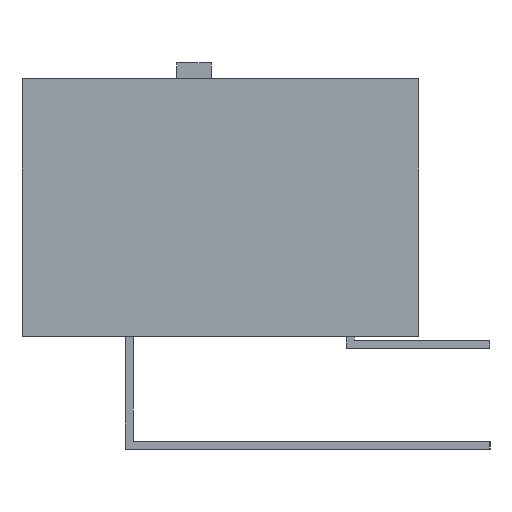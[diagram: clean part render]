
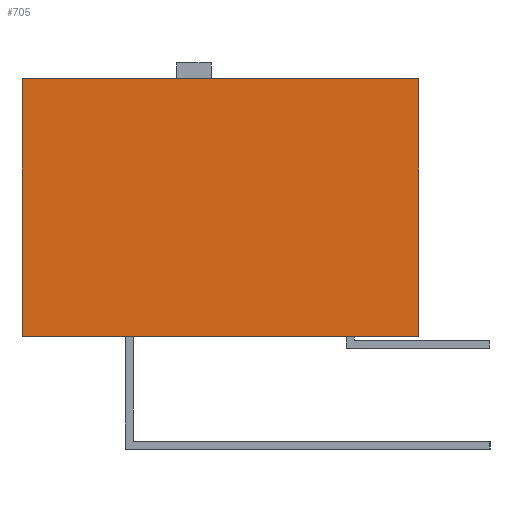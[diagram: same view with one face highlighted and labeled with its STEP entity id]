
A CAD part, left-side view. The second image highlights one B-rep face of the part: STEP entity #705.
In plain terms, the highlighted planar face has unit normal (-1, 0, 0).
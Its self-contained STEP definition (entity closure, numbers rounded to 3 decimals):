
#63 = VECTOR ( 'NONE', #3813, 1000. ) ;
#705 = ADVANCED_FACE ( 'NONE', ( #1415 ), #2969, .F. ) ;
#916 = EDGE_CURVE ( 'NONE', #2177, #2093, #1902, .T. ) ;
#988 = EDGE_CURVE ( 'NONE', #2177, #2212, #1742, .T. ) ;
#1013 = EDGE_CURVE ( 'NONE', #2093, #2062, #1622, .T. ) ;
#1038 = EDGE_CURVE ( 'NONE', #2212, #2062, #1586, .T. ) ;
#1415 = FACE_OUTER_BOUND ( 'NONE', #1770, .T. ) ;
#1586 = LINE ( 'NONE', #3946, #4224 ) ;
#1622 = LINE ( 'NONE', #4013, #4199 ) ;
#1742 = LINE ( 'NONE', #4074, #4171 ) ;
#1770 = EDGE_LOOP ( 'NONE', ( #4887, #4903, #4894, #4895 ) ) ;
#1902 = LINE ( 'NONE', #3807, #63 ) ;
#2062 = VERTEX_POINT ( 'NONE', #2375 ) ;
#2093 = VERTEX_POINT ( 'NONE', #2368 ) ;
#2177 = VERTEX_POINT ( 'NONE', #2350 ) ;
#2212 = VERTEX_POINT ( 'NONE', #2344 ) ;
#2344 = CARTESIAN_POINT ( 'NONE',  ( 0., 0., 6.5 ) ) ;
#2350 = CARTESIAN_POINT ( 'NONE',  ( 0., 10., 6.5 ) ) ;
#2368 = CARTESIAN_POINT ( 'NONE',  ( 0., 10., 0. ) ) ;
#2375 = CARTESIAN_POINT ( 'NONE',  ( 0., 0., 0. ) ) ;
#2960 = DIRECTION ( 'NONE',  ( 0., 1., 0. ) ) ;
#2967 = CARTESIAN_POINT ( 'NONE',  ( 0., 0., 6.9 ) ) ;
#2969 = PLANE ( 'NONE',  #3190 ) ;
#2972 = DIRECTION ( 'NONE',  ( 1., 0., 0. ) ) ;
#3190 = AXIS2_PLACEMENT_3D ( 'NONE', #2967, #2972, #2960 ) ;
#3807 = CARTESIAN_POINT ( 'NONE',  ( 0., 10., 6.9 ) ) ;
#3813 = DIRECTION ( 'NONE',  ( 0., 0., -1. ) ) ;
#3939 = DIRECTION ( 'NONE',  ( 0., 0., -1. ) ) ;
#3946 = CARTESIAN_POINT ( 'NONE',  ( 0., 0., 6.9 ) ) ;
#4004 = DIRECTION ( 'NONE',  ( 0., -1., 0. ) ) ;
#4013 = CARTESIAN_POINT ( 'NONE',  ( 0., 0., 0. ) ) ;
#4073 = DIRECTION ( 'NONE',  ( 0., -1., 0. ) ) ;
#4074 = CARTESIAN_POINT ( 'NONE',  ( 0., 10., 6.5 ) ) ;
#4171 = VECTOR ( 'NONE', #4073, 1000. ) ;
#4199 = VECTOR ( 'NONE', #4004, 1000. ) ;
#4224 = VECTOR ( 'NONE', #3939, 1000. ) ;
#4887 = ORIENTED_EDGE ( 'NONE', *, *, #1038, .F. ) ;
#4894 = ORIENTED_EDGE ( 'NONE', *, *, #916, .T. ) ;
#4895 = ORIENTED_EDGE ( 'NONE', *, *, #1013, .T. ) ;
#4903 = ORIENTED_EDGE ( 'NONE', *, *, #988, .F. ) ;
